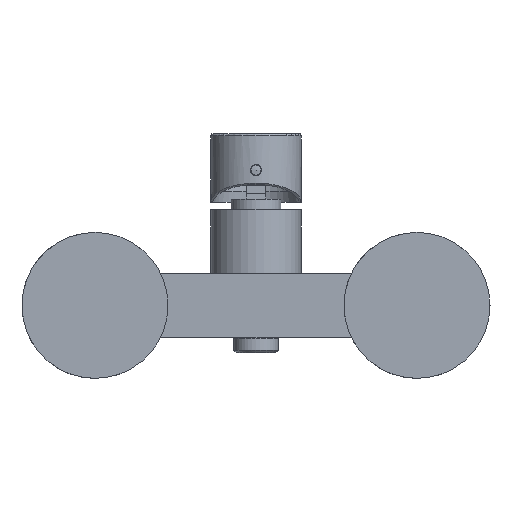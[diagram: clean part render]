
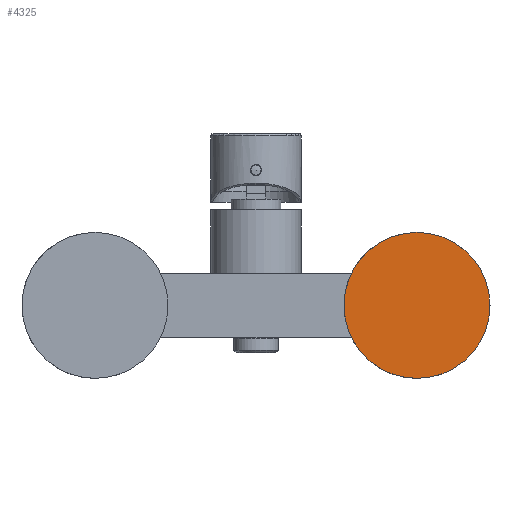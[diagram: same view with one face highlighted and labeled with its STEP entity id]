
A CAD part, left-side view. The second image highlights one B-rep face of the part: STEP entity #4325.
In plain terms, the highlighted face is planar.
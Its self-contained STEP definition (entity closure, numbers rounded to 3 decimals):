
#1065=FACE_OUTER_BOUND('',#1350,.T.);
#1350=EDGE_LOOP('',(#3244));
#1675=CIRCLE('',#4890,34.);
#1931=VERTEX_POINT('',#7243);
#2417=EDGE_CURVE('',#1931,#1931,#1675,.T.);
#3244=ORIENTED_EDGE('',*,*,#2417,.T.);
#4145=PLANE('',#4891);
#4325=ADVANCED_FACE('',(#1065),#4145,.T.);
#4890=AXIS2_PLACEMENT_3D('',#7244,#5695,#5696);
#4891=AXIS2_PLACEMENT_3D('',#7246,#5698,#5699);
#5695=DIRECTION('center_axis',(0.,0.,1.));
#5696=DIRECTION('ref_axis',(1.,0.,0.));
#5698=DIRECTION('center_axis',(0.,0.,1.));
#5699=DIRECTION('ref_axis',(-1.,0.,0.));
#7243=CARTESIAN_POINT('',(34.,0.,0.));
#7244=CARTESIAN_POINT('Origin',(0.,0.,0.));
#7246=CARTESIAN_POINT('Origin',(0.,0.,0.));
